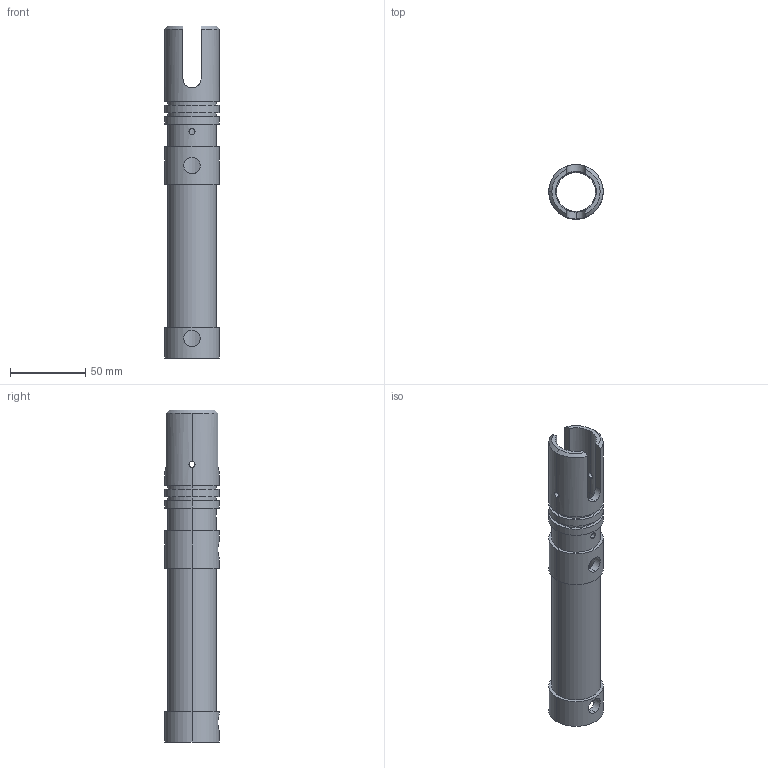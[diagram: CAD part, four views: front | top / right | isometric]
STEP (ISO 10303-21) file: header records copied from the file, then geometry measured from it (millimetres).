
FILE_DESCRIPTION (( 'STEP AP203' ), '1' );
FILE_NAME ('SA-004.STEP', '2018-10-02T12:25:48', ( '' ), ( '' ), 'SwSTEP 2.0', 'SolidWorks 2018', '' );
FILE_SCHEMA (( 'CONFIG_CONTROL_DESIGN' ));
Length unit declared in the file: millimetre
Products named in the file (1): SA-004
Bounding box: 36 x 36 x 220 mm (x, y, z)
Volume: 73738.3 mm3; surface area: 43041.3 mm2
Topology: 1 solids, 1 shells, 57 faces, 141 edges, 91 vertices
Faces by surface type: cylinder 37, plane 17, cone 3
Entity records: 2571 total; most frequent: CARTESIAN_POINT 1122, DIRECTION 282, ORIENTED_EDGE 282, EDGE_CURVE 141, AXIS2_PLACEMENT_3D 113, VERTEX_POINT 91, EDGE_LOOP 74, ADVANCED_FACE 57
